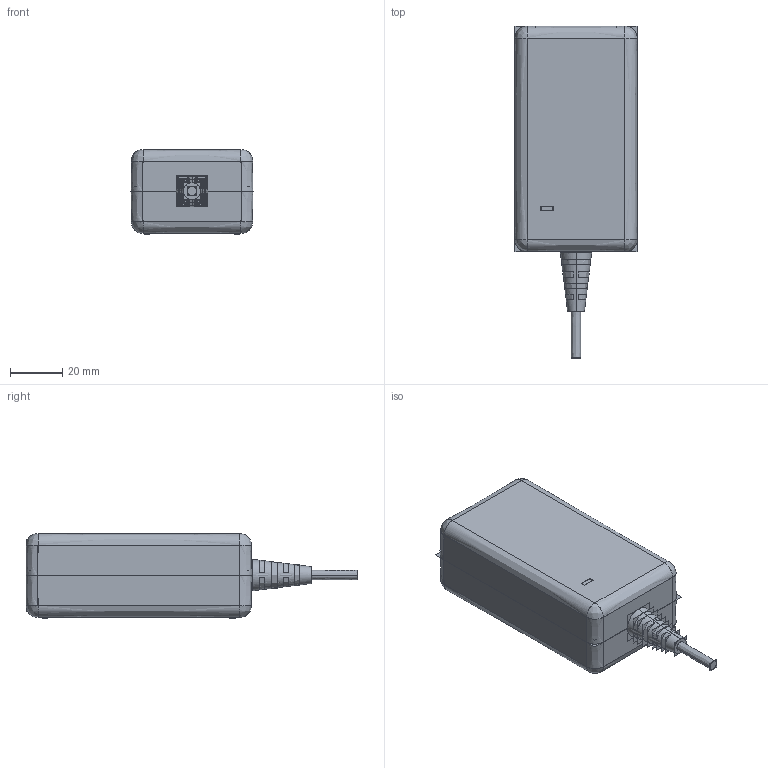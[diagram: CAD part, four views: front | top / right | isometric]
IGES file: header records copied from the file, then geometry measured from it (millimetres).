
Start section:  PTC IGES file: GTM96180-T3A.igs
Global section: file name: GTM96180-T3A.igs; native system: Pro/ENGINEER by Parametric Technology Corporation; preprocessor: 2010280; author: Administrator; organization: Unknown; date: 20180424.092631; units: millimetre
Bounding box: 46.5 x 126.5 x 32.4 mm (x, y, z)
Surface area: 636778.8 mm2 (no closed solid volume)
Topology: 0 solids, 0 shells, 1260 faces, 9344 edges, 9311 vertices
Faces by surface type: bspline 1260
